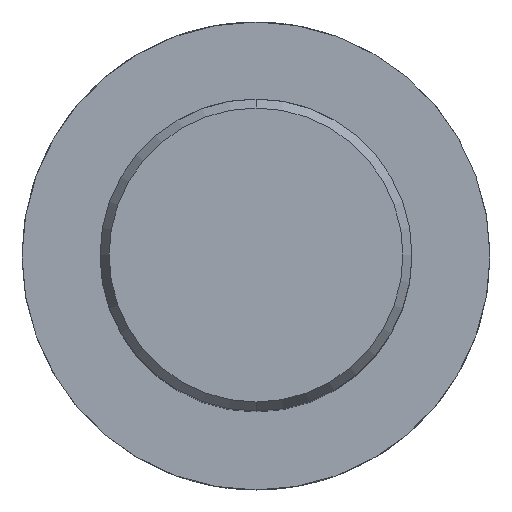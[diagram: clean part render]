
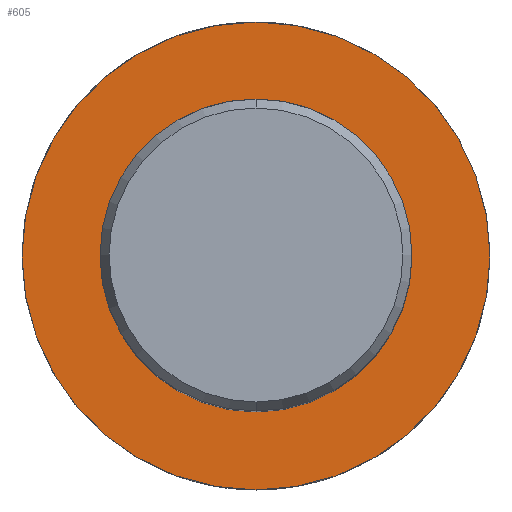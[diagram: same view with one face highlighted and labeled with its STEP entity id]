
A CAD part, top view. The second image highlights one B-rep face of the part: STEP entity #605.
In plain terms, the highlighted planar face has unit normal (0, 0, 1).
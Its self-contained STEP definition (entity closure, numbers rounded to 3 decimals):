
#449=EDGE_CURVE('',#953,#1117,#1254,.T.);
#583=EDGE_CURVE('',#819,#1079,#1400,.T.);
#605=ADVANCED_FACE('',(#1424,#1425),#1426,.T.);
#701=EDGE_CURVE('',#1079,#819,#1532,.T.);
#819=VERTEX_POINT('',#1659);
#947=EDGE_CURVE('',#1117,#953,#1801,.T.);
#953=VERTEX_POINT('',#1808);
#1079=VERTEX_POINT('',#1946);
#1117=VERTEX_POINT('',#1987);
#1254=CIRCLE('',#2144,30.0);
#1400=CIRCLE('',#2783,20.0);
#1424=FACE_BOUND('',#2862,.T.);
#1425=FACE_OUTER_BOUND('',#2863,.T.);
#1426=PLANE('',#2864);
#1532=CIRCLE('',#3799,20.0);
#1659=CARTESIAN_POINT('',(0.,-20.0,-70.0));
#1801=CIRCLE('',#4611,30.0);
#1808=CARTESIAN_POINT('',(0.0,30.0,-70.0));
#1946=CARTESIAN_POINT('',(0.0,20.0,-70.0));
#1987=CARTESIAN_POINT('',(0.,-30.0,-70.0));
#2144=AXIS2_PLACEMENT_3D('',#5701,#5702,#5703);
#2783=AXIS2_PLACEMENT_3D('',#5850,#5851,#5852);
#2862=EDGE_LOOP('',(#5878,#5879));
#2863=EDGE_LOOP('',(#5880,#5881));
#2864=AXIS2_PLACEMENT_3D('',#5882,#5883,#5884);
#3799=AXIS2_PLACEMENT_3D('',#6004,#6005,#6006);
#4611=AXIS2_PLACEMENT_3D('',#6309,#6310,#6311);
#5701=CARTESIAN_POINT('',(0.0,0.0,-70.0));
#5702=DIRECTION('',(0.0,0.0,-1.0));
#5703=DIRECTION('',(0.0,1.0,0.0));
#5850=CARTESIAN_POINT('',(0.0,0.0,-70.0));
#5851=DIRECTION('',(-0.0,0.0,-1.0));
#5852=DIRECTION('',(0.0,1.0,0.0));
#5878=ORIENTED_EDGE('',*,*,#701,.T.);
#5879=ORIENTED_EDGE('',*,*,#583,.T.);
#5880=ORIENTED_EDGE('',*,*,#449,.F.);
#5881=ORIENTED_EDGE('',*,*,#947,.F.);
#5882=CARTESIAN_POINT('',(0.0,15.0,-70.0));
#5883=DIRECTION('',(-0.0,0.0,1.0));
#5884=DIRECTION('',(0.0,-1.0,0.0));
#6004=CARTESIAN_POINT('',(0.0,0.0,-70.0));
#6005=DIRECTION('',(-0.0,0.0,-1.0));
#6006=DIRECTION('',(0.0,1.0,0.0));
#6309=CARTESIAN_POINT('',(0.0,0.0,-70.0));
#6310=DIRECTION('',(0.0,0.0,-1.0));
#6311=DIRECTION('',(0.0,1.0,0.0));
